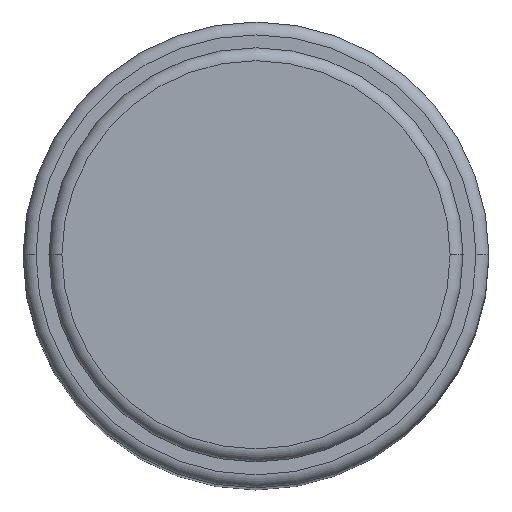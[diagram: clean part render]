
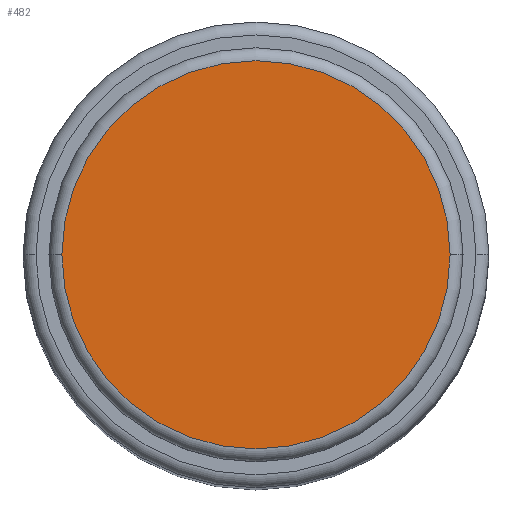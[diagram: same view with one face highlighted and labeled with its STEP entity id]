
A CAD part, top view. The second image highlights one B-rep face of the part: STEP entity #482.
In plain terms, the highlighted planar face has unit normal (0, 0, 1).
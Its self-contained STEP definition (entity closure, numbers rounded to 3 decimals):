
#56=CARTESIAN_POINT('',(0.,0.,0.));
#57=DIRECTION('',(0.,0.,1.));
#58=DIRECTION('',(1.,0.,0.));
#59=AXIS2_PLACEMENT_3D('',#56,#57,#58);
#65=CARTESIAN_POINT('',(0.,0.,0.));
#66=DIRECTION('',(0.,0.,1.));
#67=DIRECTION('',(-1.,0.,0.));
#68=AXIS2_PLACEMENT_3D('',#65,#66,#67);
#455=CARTESIAN_POINT('',(7.5,0.,0.));
#456=CARTESIAN_POINT('',(-7.5,0.,0.));
#457=VERTEX_POINT('',#455);
#458=VERTEX_POINT('',#456);
#471=CARTESIAN_POINT('',(0.,0.,0.));
#472=DIRECTION('',(0.,0.,1.));
#473=DIRECTION('',(1.,0.,0.));
#474=AXIS2_PLACEMENT_3D('',#471,#472,#473);
#475=PLANE('',#474);
#477=ORIENTED_EDGE('',*,*,#476,.F.);
#479=ORIENTED_EDGE('',*,*,#478,.F.);
#480=EDGE_LOOP('',(#477,#479));
#481=FACE_OUTER_BOUND('',#480,.F.);
#482=ADVANCED_FACE('',(#481),#475,.T.);
#60=CIRCLE('',#59,7.5);
#69=CIRCLE('',#68,7.5);
#476=EDGE_CURVE('',#457,#458,#60,.T.);
#478=EDGE_CURVE('',#458,#457,#69,.T.);
